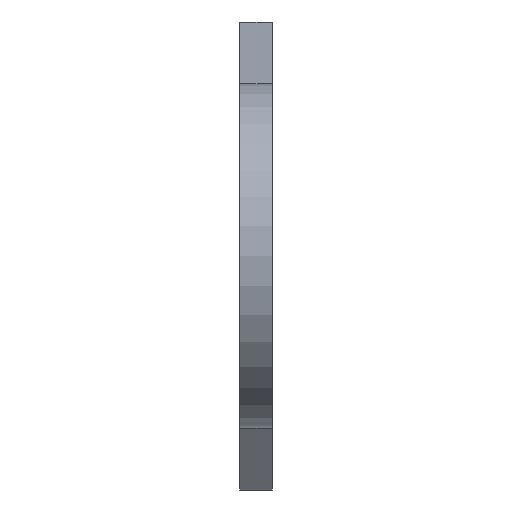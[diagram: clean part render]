
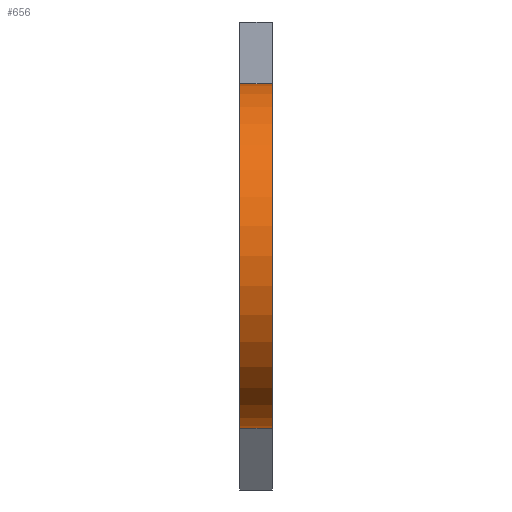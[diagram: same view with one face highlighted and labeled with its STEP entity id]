
A CAD part, left-side view. The second image highlights one B-rep face of the part: STEP entity #656.
In plain terms, the highlighted cylindrical face has radius 10.5 mm (diameter 21 mm), a partial arc.
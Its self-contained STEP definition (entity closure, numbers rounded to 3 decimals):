
#47 = ORIENTED_EDGE ( 'NONE', *, *, #1196, .F. ) ;
#234 = CIRCLE ( 'NONE', #557, 10.5 ) ;
#366 = EDGE_LOOP ( 'NONE', ( #1586, #47, #670, #1018 ) ) ;
#431 = DIRECTION ( 'NONE',  ( 0., -1., 0. ) ) ;
#433 = CARTESIAN_POINT ( 'NONE',  ( 13.343, 2., -10.5 ) ) ;
#437 = CARTESIAN_POINT ( 'NONE',  ( 13.343, 2., -10.5 ) ) ;
#449 = VERTEX_POINT ( 'NONE', #1000 ) ;
#482 = CYLINDRICAL_SURFACE ( 'NONE', #681, 10.5 ) ;
#499 = EDGE_CURVE ( 'NONE', #1285, #1614, #234, .T. ) ;
#530 = EDGE_CURVE ( 'NONE', #1030, #449, #1388, .T. ) ;
#540 = DIRECTION ( 'NONE',  ( 0., 0., -1. ) ) ;
#557 = AXIS2_PLACEMENT_3D ( 'NONE', #1274, #1011, #766 ) ;
#656 = ADVANCED_FACE ( 'NONE', ( #1596 ), #482, .T. ) ;
#670 = ORIENTED_EDGE ( 'NONE', *, *, #530, .F. ) ;
#681 = AXIS2_PLACEMENT_3D ( 'NONE', #787, #431, #1419 ) ;
#730 = VECTOR ( 'NONE', #1072, 1000. ) ;
#758 = DIRECTION ( 'NONE',  ( 0., 1., 0. ) ) ;
#766 = DIRECTION ( 'NONE',  ( 0., 0., -1. ) ) ;
#774 = CARTESIAN_POINT ( 'NONE',  ( 13.343, 0., 10.5 ) ) ;
#783 = DIRECTION ( 'NONE',  ( 0., -1., 0. ) ) ;
#787 = CARTESIAN_POINT ( 'NONE',  ( 13.343, 2., 0. ) ) ;
#889 = LINE ( 'NONE', #922, #730 ) ;
#922 = CARTESIAN_POINT ( 'NONE',  ( 13.343, 2., 10.5 ) ) ;
#1000 = CARTESIAN_POINT ( 'NONE',  ( 13.343, 2., 10.5 ) ) ;
#1004 = VECTOR ( 'NONE', #783, 1000. ) ;
#1011 = DIRECTION ( 'NONE',  ( 0., 1., 0. ) ) ;
#1018 = ORIENTED_EDGE ( 'NONE', *, *, #1110, .T. ) ;
#1030 = VERTEX_POINT ( 'NONE', #437 ) ;
#1072 = DIRECTION ( 'NONE',  ( 0., -1., 0. ) ) ;
#1110 = EDGE_CURVE ( 'NONE', #1030, #1285, #1486, .T. ) ;
#1196 = EDGE_CURVE ( 'NONE', #449, #1614, #889, .T. ) ;
#1197 = AXIS2_PLACEMENT_3D ( 'NONE', #1519, #758, #540 ) ;
#1274 = CARTESIAN_POINT ( 'NONE',  ( 13.343, 0., 0. ) ) ;
#1285 = VERTEX_POINT ( 'NONE', #1590 ) ;
#1388 = CIRCLE ( 'NONE', #1197, 10.5 ) ;
#1419 = DIRECTION ( 'NONE',  ( 0., 0., -1. ) ) ;
#1486 = LINE ( 'NONE', #433, #1004 ) ;
#1519 = CARTESIAN_POINT ( 'NONE',  ( 13.343, 2., 0. ) ) ;
#1586 = ORIENTED_EDGE ( 'NONE', *, *, #499, .T. ) ;
#1590 = CARTESIAN_POINT ( 'NONE',  ( 13.343, 0., -10.5 ) ) ;
#1596 = FACE_OUTER_BOUND ( 'NONE', #366, .T. ) ;
#1614 = VERTEX_POINT ( 'NONE', #774 ) ;
